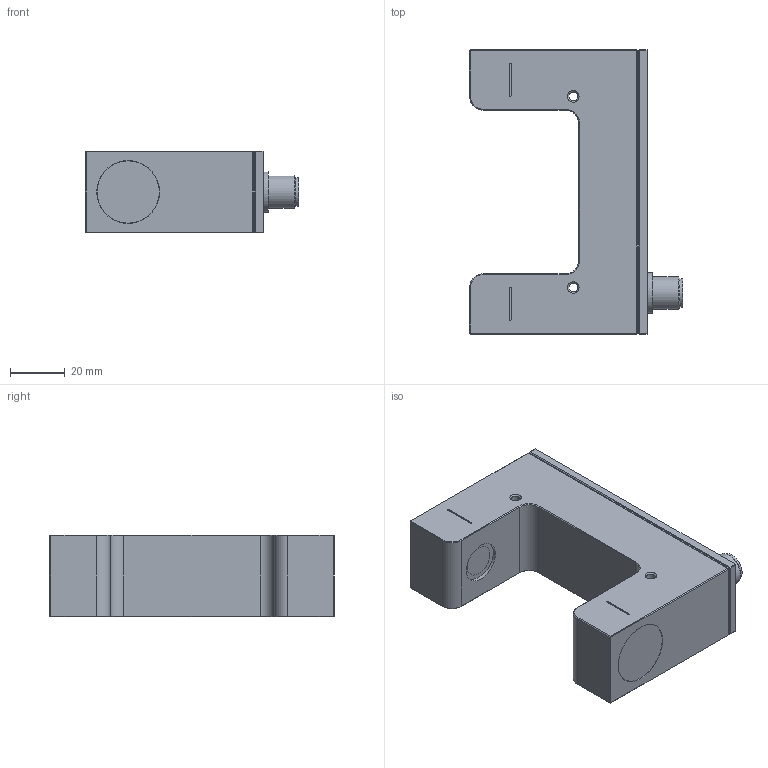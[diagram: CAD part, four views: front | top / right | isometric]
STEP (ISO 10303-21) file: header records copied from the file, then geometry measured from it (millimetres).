
FILE_DESCRIPTION(/* description */ (''),/* implementation_level */ '2;1');
FILE_NAME(/* name */ 'USGT 60-8 IU-B4.stp',/* time_stamp */ '2025-09-01T11:08:29+02:00',/* author */ ('cf'),/* organization */ ('di-soric GmbH & Co. KG'),/* preprocessor_version */ 'ST-DEVELOPER v20',/* originating_system */ 'Autodesk Inventor 2025',/* authorisation */ '');
FILE_SCHEMA (('AP203_CONFIGURATION_CONTROLLED_3D_DESIGN_OF_MECHANICAL_PARTS_AND_ASSEMBLIES_MIM_LF { 1 0 10303 203 3 1 4 }','AUTOMOTIVE_DESIGN { 1 0 10303 214 3 1 1 }'));
Length unit declared in the file: millimetre
Products named in the file (1): USGT 60_8 IU-B4
Bounding box: 78 x 104 x 30 mm (x, y, z)
Volume: 128851.1 mm3; surface area: 25401.3 mm2
Topology: 1 solids, 6 shells, 669 faces, 1654 edges, 1078 vertices
Faces by surface type: plane 410, cylinder 141, bspline 87, cone 27, torus 4
Full cylindrical faces by diameter (mm): 0.7 x4, 1 x3, 1.7 x4, 1.8 x5, 2.5 x4, 2.7 x4, 3.242 x2, 4.7 x4, 5 x2, 7.85 x1, 8.5 x1, 8.8 x1, 9.45 x1, 10.5 x1, 11.5 x2, 12 x1, 15 x3, 22.8 x2, 23 x2
Entity records: 20807 total; most frequent: CARTESIAN_POINT 4860, ORIENTED_EDGE 3304, DIRECTION 2956, EDGE_CURVE 1652, LINE 1158, VECTOR 1158, VERTEX_POINT 1078, AXIS2_PLACEMENT_3D 899
